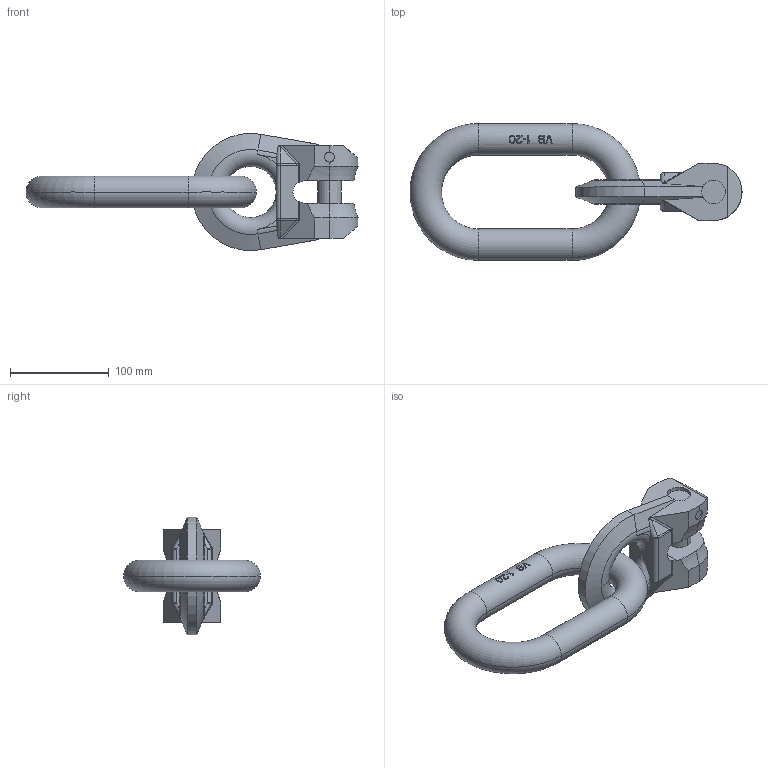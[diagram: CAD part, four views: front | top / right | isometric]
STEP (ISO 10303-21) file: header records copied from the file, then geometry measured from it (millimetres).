
FILE_DESCRIPTION((''),'2;1');
FILE_NAME('4VB1-20','2005-01-19T',('jakubetz'),(''),'PRO/ENGINEER BY PARAMETRIC TECHNOLOGY CORPORATION, 2001400','PRO/ENGINEER BY PARAMETRIC TECHNOLOGY CORPORATION, 2001400','');
FILE_SCHEMA(('CONFIG_CONTROL_DESIGN'));
Length unit declared in the file: millimetre
Products named in the file (1): 4VB1-20
Bounding box: 336.95 x 139 x 119 mm (x, y, z)
Volume: 828628.6 mm3; surface area: 102598.7 mm2
Topology: 2 solids, 2 shells, 244 faces, 652 edges, 417 vertices
Faces by surface type: plane 171, cylinder 47, bspline 12, torus 8, sphere 4, cone 2
Entity records: 7922 total; most frequent: CARTESIAN_POINT 2104, ORIENTED_EDGE 1304, DIRECTION 1044, EDGE_CURVE 652, VERTEX_POINT 417, VECTOR 386, LINE 386, AXIS2_PLACEMENT_3D 329
